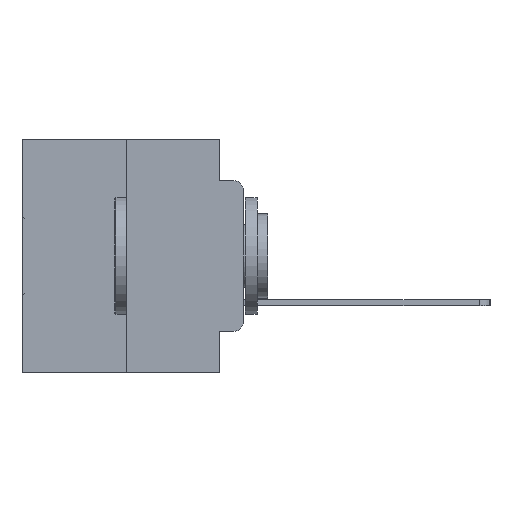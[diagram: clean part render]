
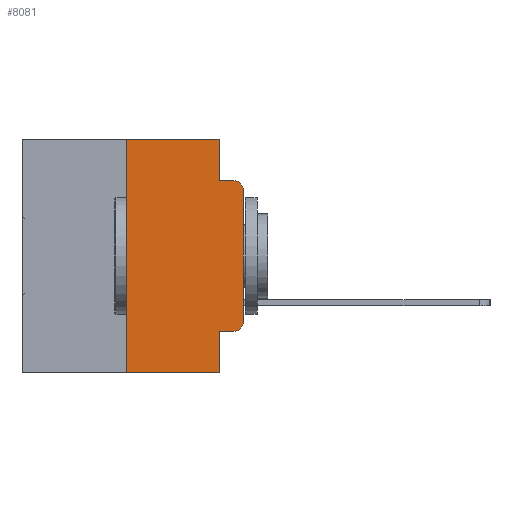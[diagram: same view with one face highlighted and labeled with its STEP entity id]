
A CAD part, left-side view. The second image highlights one B-rep face of the part: STEP entity #8081.
In plain terms, the highlighted planar face has unit normal (-1, 0, 0).
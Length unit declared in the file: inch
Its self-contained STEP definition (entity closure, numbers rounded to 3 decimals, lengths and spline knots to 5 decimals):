
#351 = LINE ( 'NONE', #16283, #8009 ) ;
#579 = VERTEX_POINT ( 'NONE', #30145 ) ;
#583 = VERTEX_POINT ( 'NONE', #32245 ) ;
#826 = VECTOR ( 'NONE', #13571, 39.37008 ) ;
#986 = ORIENTED_EDGE ( 'NONE', *, *, #31787, .T. ) ;
#1532 = ORIENTED_EDGE ( 'NONE', *, *, #17662, .F. ) ;
#1753 = ORIENTED_EDGE ( 'NONE', *, *, #7386, .T. ) ;
#2009 = DIRECTION ( 'NONE',  ( -1., 0., 0. ) ) ;
#2722 = LINE ( 'NONE', #13296, #9550 ) ;
#3081 = VECTOR ( 'NONE', #7304, 39.37008 ) ;
#3276 = DIRECTION ( 'NONE',  ( -1., 0., 0. ) ) ;
#3547 = LINE ( 'NONE', #15519, #30118 ) ;
#3778 = LINE ( 'NONE', #14067, #29564 ) ;
#5265 = AXIS2_PLACEMENT_3D ( 'NONE', #18329, #3276, #20839 ) ;
#5691 = CARTESIAN_POINT ( 'NONE',  ( 0., 0.051, 0. ) ) ;
#6193 = DIRECTION ( 'NONE',  ( 0., 0., -1. ) ) ;
#6574 = ORIENTED_EDGE ( 'NONE', *, *, #14306, .T. ) ;
#6585 = VERTEX_POINT ( 'NONE', #10181 ) ;
#7304 = DIRECTION ( 'NONE',  ( 0., 0., 1. ) ) ;
#7386 = EDGE_CURVE ( 'NONE', #31198, #9992, #19698, .T. ) ;
#7689 = CARTESIAN_POINT ( 'NONE',  ( 0., 0.25, -0.5 ) ) ;
#8009 = VECTOR ( 'NONE', #6193, 39.37008 ) ;
#8081 = ADVANCED_FACE ( 'NONE', ( #26664 ), #31069, .F. ) ;
#8612 = CARTESIAN_POINT ( 'NONE',  ( 0., 0.473, -0.5 ) ) ;
#8852 = CARTESIAN_POINT ( 'NONE',  ( 0., 0.473, 0. ) ) ;
#9145 = AXIS2_PLACEMENT_3D ( 'NONE', #8852, #11399, #28719 ) ;
#9450 = ORIENTED_EDGE ( 'NONE', *, *, #19389, .F. ) ;
#9493 = CARTESIAN_POINT ( 'NONE',  ( 0., 0., -0.1085 ) ) ;
#9550 = VECTOR ( 'NONE', #30629, 39.37008 ) ;
#9890 = ORIENTED_EDGE ( 'NONE', *, *, #16268, .T. ) ;
#9992 = VERTEX_POINT ( 'NONE', #29764 ) ;
#10181 = CARTESIAN_POINT ( 'NONE',  ( 0., 0.02, -0.0885 ) ) ;
#11399 = DIRECTION ( 'NONE',  ( 1., 0., 0. ) ) ;
#12371 = EDGE_CURVE ( 'NONE', #583, #27358, #2722, .T. ) ;
#13296 = CARTESIAN_POINT ( 'NONE',  ( 0., 0.473, 0. ) ) ;
#13467 = ORIENTED_EDGE ( 'NONE', *, *, #13944, .T. ) ;
#13571 = DIRECTION ( 'NONE',  ( 0., 0., 1. ) ) ;
#13944 = EDGE_CURVE ( 'NONE', #25837, #6585, #27313, .T. ) ;
#14067 = CARTESIAN_POINT ( 'NONE',  ( 0., 0.051, -0.4115 ) ) ;
#14306 = EDGE_CURVE ( 'NONE', #26054, #31198, #3778, .T. ) ;
#14936 = VECTOR ( 'NONE', #29801, 39.37008 ) ;
#15519 = CARTESIAN_POINT ( 'NONE',  ( 0., 0.051, -0.0885 ) ) ;
#16130 = DIRECTION ( 'NONE',  ( 0., -1., 0. ) ) ;
#16268 = EDGE_CURVE ( 'NONE', #19170, #18343, #18624, .T. ) ;
#16283 = CARTESIAN_POINT ( 'NONE',  ( 0., 0.051, 0. ) ) ;
#16595 = ORIENTED_EDGE ( 'NONE', *, *, #31819, .F. ) ;
#17072 = VECTOR ( 'NONE', #16130, 39.37008 ) ;
#17114 = CARTESIAN_POINT ( 'NONE',  ( 0., 0.02, -0.1085 ) ) ;
#17662 = EDGE_CURVE ( 'NONE', #27358, #579, #351, .T. ) ;
#18329 = CARTESIAN_POINT ( 'NONE',  ( 0., 0.02, -0.3915 ) ) ;
#18343 = VERTEX_POINT ( 'NONE', #31277 ) ;
#18624 = LINE ( 'NONE', #8612, #17072 ) ;
#19170 = VERTEX_POINT ( 'NONE', #7689 ) ;
#19382 = LINE ( 'NONE', #30906, #826 ) ;
#19389 = EDGE_CURVE ( 'NONE', #19170, #583, #19382, .T. ) ;
#19617 = DIRECTION ( 'NONE',  ( 0., 0., -1. ) ) ;
#19698 = CIRCLE ( 'NONE', #5265, 0.02 ) ;
#20839 = DIRECTION ( 'NONE',  ( 0., 0., -1. ) ) ;
#21547 = LINE ( 'NONE', #27355, #14936 ) ;
#22258 = CARTESIAN_POINT ( 'NONE',  ( 0., 0., 0. ) ) ;
#23353 = ORIENTED_EDGE ( 'NONE', *, *, #26740, .F. ) ;
#24610 = EDGE_LOOP ( 'NONE', ( #986, #13467, #23353, #1532, #31857, #9450, #9890, #16595, #6574, #1753 ) ) ;
#25724 = AXIS2_PLACEMENT_3D ( 'NONE', #17114, #2009, #19617 ) ;
#25837 = VERTEX_POINT ( 'NONE', #9493 ) ;
#26054 = VERTEX_POINT ( 'NONE', #30280 ) ;
#26278 = CARTESIAN_POINT ( 'NONE',  ( 0., 0.02, -0.4115 ) ) ;
#26664 = FACE_OUTER_BOUND ( 'NONE', #24610, .T. ) ;
#26740 = EDGE_CURVE ( 'NONE', #579, #6585, #3547, .T. ) ;
#27313 = CIRCLE ( 'NONE', #25724, 0.02 ) ;
#27355 = CARTESIAN_POINT ( 'NONE',  ( 0., 0.051, 0. ) ) ;
#27358 = VERTEX_POINT ( 'NONE', #5691 ) ;
#28719 = DIRECTION ( 'NONE',  ( 0., 0., -1. ) ) ;
#29564 = VECTOR ( 'NONE', #31369, 39.37008 ) ;
#29764 = CARTESIAN_POINT ( 'NONE',  ( 0., 0., -0.3915 ) ) ;
#29801 = DIRECTION ( 'NONE',  ( 0., 0., -1. ) ) ;
#30118 = VECTOR ( 'NONE', #30449, 39.37008 ) ;
#30145 = CARTESIAN_POINT ( 'NONE',  ( 0., 0.051, -0.0885 ) ) ;
#30280 = CARTESIAN_POINT ( 'NONE',  ( 0., 0.051, -0.4115 ) ) ;
#30427 = LINE ( 'NONE', #22258, #3081 ) ;
#30449 = DIRECTION ( 'NONE',  ( 0., -1., 0. ) ) ;
#30629 = DIRECTION ( 'NONE',  ( 0., -1., 0. ) ) ;
#30906 = CARTESIAN_POINT ( 'NONE',  ( 0., 0.25, 0. ) ) ;
#31069 = PLANE ( 'NONE',  #9145 ) ;
#31198 = VERTEX_POINT ( 'NONE', #26278 ) ;
#31277 = CARTESIAN_POINT ( 'NONE',  ( 0., 0.051, -0.5 ) ) ;
#31369 = DIRECTION ( 'NONE',  ( 0., -1., 0. ) ) ;
#31787 = EDGE_CURVE ( 'NONE', #9992, #25837, #30427, .T. ) ;
#31819 = EDGE_CURVE ( 'NONE', #26054, #18343, #21547, .T. ) ;
#31857 = ORIENTED_EDGE ( 'NONE', *, *, #12371, .F. ) ;
#32245 = CARTESIAN_POINT ( 'NONE',  ( 0., 0.25, 0. ) ) ;
